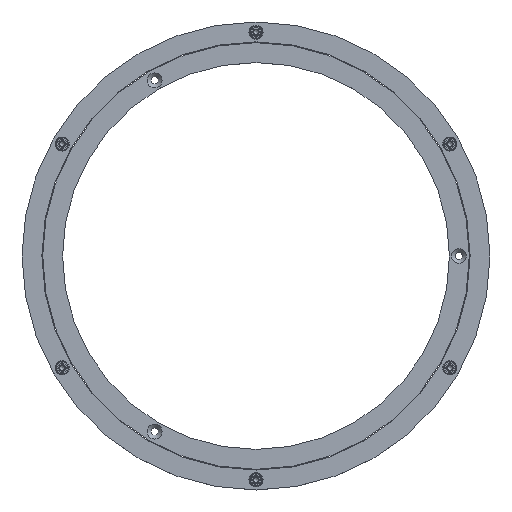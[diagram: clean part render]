
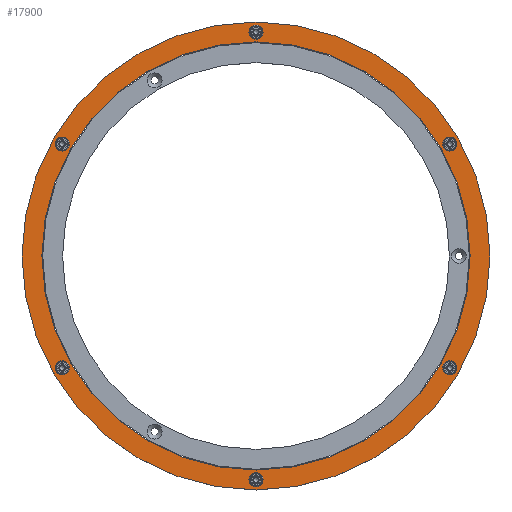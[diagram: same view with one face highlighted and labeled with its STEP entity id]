
A CAD part, top view. The second image highlights one B-rep face of the part: STEP entity #17900.
In plain terms, the highlighted planar face has unit normal (0, 0, 1).
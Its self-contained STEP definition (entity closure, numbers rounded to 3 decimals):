
#35=FACE_BOUND('',#3637,.T.);
#36=FACE_BOUND('',#3638,.T.);
#37=FACE_BOUND('',#3639,.T.);
#38=FACE_BOUND('',#3640,.T.);
#39=FACE_BOUND('',#3641,.T.);
#40=FACE_BOUND('',#3642,.T.);
#41=FACE_BOUND('',#3643,.T.);
#1689=PLANE('',#19877);
#2669=FACE_OUTER_BOUND('',#3636,.T.);
#3636=EDGE_LOOP('',(#16882));
#3637=EDGE_LOOP('',(#16883));
#3638=EDGE_LOOP('',(#16884));
#3639=EDGE_LOOP('',(#16885));
#3640=EDGE_LOOP('',(#16886));
#3641=EDGE_LOOP('',(#16887));
#3642=EDGE_LOOP('',(#16888));
#3643=EDGE_LOOP('',(#16889));
#6618=CIRCLE('',#19689,4.5);
#6620=CIRCLE('',#19694,4.5);
#6622=CIRCLE('',#19699,4.5);
#6624=CIRCLE('',#19704,4.5);
#6626=CIRCLE('',#19709,4.5);
#6708=CIRCLE('',#19872,4.5);
#6709=CIRCLE('',#19875,150.);
#6711=CIRCLE('',#19878,137.25);
#8397=VERTEX_POINT('',#34661);
#8399=VERTEX_POINT('',#34670);
#8401=VERTEX_POINT('',#34679);
#8403=VERTEX_POINT('',#34688);
#8405=VERTEX_POINT('',#34697);
#8562=VERTEX_POINT('',#35672);
#8564=VERTEX_POINT('',#35679);
#8566=VERTEX_POINT('',#35685);
#11091=EDGE_CURVE('',#8397,#8397,#6618,.T.);
#11095=EDGE_CURVE('',#8399,#8399,#6620,.T.);
#11099=EDGE_CURVE('',#8401,#8401,#6622,.T.);
#11103=EDGE_CURVE('',#8403,#8403,#6624,.T.);
#11107=EDGE_CURVE('',#8405,#8405,#6626,.T.);
#11340=EDGE_CURVE('',#8562,#8562,#6708,.T.);
#11342=EDGE_CURVE('',#8564,#8564,#6709,.T.);
#11345=EDGE_CURVE('',#8566,#8566,#6711,.T.);
#16882=ORIENTED_EDGE('',*,*,#11342,.T.);
#16883=ORIENTED_EDGE('',*,*,#11091,.T.);
#16884=ORIENTED_EDGE('',*,*,#11095,.T.);
#16885=ORIENTED_EDGE('',*,*,#11099,.T.);
#16886=ORIENTED_EDGE('',*,*,#11103,.T.);
#16887=ORIENTED_EDGE('',*,*,#11107,.T.);
#16888=ORIENTED_EDGE('',*,*,#11340,.T.);
#16889=ORIENTED_EDGE('',*,*,#11345,.T.);
#17900=ADVANCED_FACE('',(#2669,#35,#36,#37,#38,#39,#40,#41),#1689,.T.);
#19689=AXIS2_PLACEMENT_3D('',#34663,#24308,#24309);
#19694=AXIS2_PLACEMENT_3D('',#34672,#24320,#24321);
#19699=AXIS2_PLACEMENT_3D('',#34681,#24332,#24333);
#19704=AXIS2_PLACEMENT_3D('',#34690,#24344,#24345);
#19709=AXIS2_PLACEMENT_3D('',#34699,#24356,#24357);
#19872=AXIS2_PLACEMENT_3D('',#35674,#24761,#24762);
#19875=AXIS2_PLACEMENT_3D('',#35680,#24768,#24769);
#19877=AXIS2_PLACEMENT_3D('',#35684,#24773,#24774);
#19878=AXIS2_PLACEMENT_3D('',#35686,#24775,#24776);
#24308=DIRECTION('center_axis',(0.,0.,-1.));
#24309=DIRECTION('ref_axis',(-0.5,0.866,0.));
#24320=DIRECTION('center_axis',(0.,0.,-1.));
#24321=DIRECTION('ref_axis',(0.5,0.866,0.));
#24332=DIRECTION('center_axis',(0.,0.,-1.));
#24333=DIRECTION('ref_axis',(1.,0.,0.));
#24344=DIRECTION('center_axis',(0.,0.,-1.));
#24345=DIRECTION('ref_axis',(0.5,-0.866,0.));
#24356=DIRECTION('center_axis',(0.,0.,-1.));
#24357=DIRECTION('ref_axis',(-0.5,-0.866,0.));
#24761=DIRECTION('center_axis',(0.,0.,-1.));
#24762=DIRECTION('ref_axis',(-1.,0.,0.));
#24768=DIRECTION('center_axis',(0.,0.,1.));
#24769=DIRECTION('ref_axis',(-1.,0.,0.));
#24773=DIRECTION('center_axis',(0.,0.,1.));
#24774=DIRECTION('ref_axis',(1.,0.,0.));
#24775=DIRECTION('center_axis',(0.,0.,-1.));
#24776=DIRECTION('ref_axis',(-1.,0.,0.));
#34661=CARTESIAN_POINT('',(-122.025,-75.647,10.));
#34663=CARTESIAN_POINT('Origin',(-124.275,-71.75,10.));
#34670=CARTESIAN_POINT('',(-126.525,67.853,10.));
#34672=CARTESIAN_POINT('Origin',(-124.275,71.75,10.));
#34679=CARTESIAN_POINT('',(-4.5,143.5,10.));
#34681=CARTESIAN_POINT('Origin',(0.,143.5,10.));
#34688=CARTESIAN_POINT('',(122.025,75.647,10.));
#34690=CARTESIAN_POINT('Origin',(124.275,71.75,10.));
#34697=CARTESIAN_POINT('',(126.525,-67.853,10.));
#34699=CARTESIAN_POINT('Origin',(124.275,-71.75,10.));
#35672=CARTESIAN_POINT('',(4.5,-143.5,10.));
#35674=CARTESIAN_POINT('Origin',(0.,-143.5,10.));
#35679=CARTESIAN_POINT('',(150.,0.,10.));
#35680=CARTESIAN_POINT('Origin',(0.,0.,10.));
#35684=CARTESIAN_POINT('Origin',(0.,0.,
10.));
#35685=CARTESIAN_POINT('',(137.25,0.,10.));
#35686=CARTESIAN_POINT('Origin',(0.,0.,10.));
